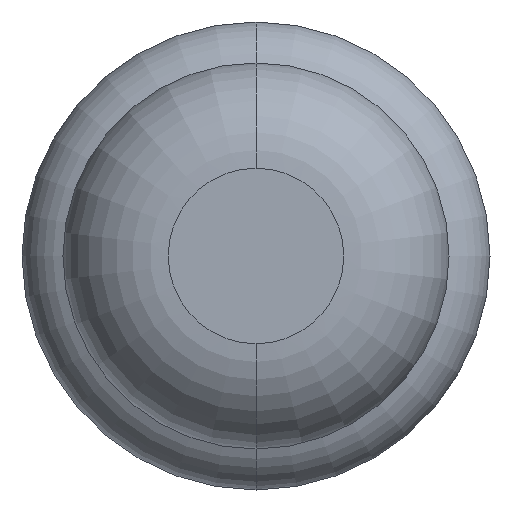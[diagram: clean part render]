
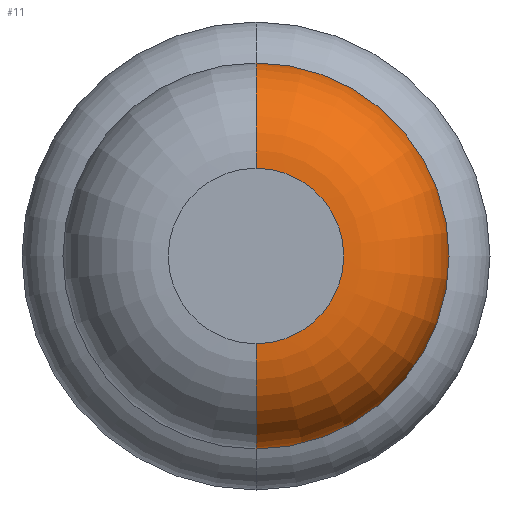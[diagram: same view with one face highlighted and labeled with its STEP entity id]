
A CAD part, front view. The second image highlights one B-rep face of the part: STEP entity #11.
In plain terms, the highlighted toroidal (fillet/blend) face has major radius 0.375 mm and minor radius 0.45 mm.
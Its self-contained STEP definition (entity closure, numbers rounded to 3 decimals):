
#2 = CARTESIAN_POINT ( 'NONE',  ( 0., -29.95, 0. ) ) ;
#11 = ADVANCED_FACE ( 'Defeature ausgef�hrt1_11', ( #1995 ), #3529, .T. ) ;
#208 = CARTESIAN_POINT ( 'NONE',  ( 0., -30.4, 0.375 ) ) ;
#296 = EDGE_CURVE ( 'Defeature ausgef�hrt1_11+Defeature ausgef�hrt1_10+Defeature ausgef�hrt1_10+Defeature ausgef�hrt1_10', #1458, #2036, #1495, .T. ) ;
#477 = DIRECTION ( 'NONE',  ( -1., 0., 0. ) ) ;
#500 = DIRECTION ( 'NONE',  ( 0., 0., -1. ) ) ;
#515 = AXIS2_PLACEMENT_3D ( 'NONE', #2, #1138, #3483 ) ;
#522 = ORIENTED_EDGE ( 'NONE', *, *, #296, .T. ) ;
#618 = DIRECTION ( 'NONE',  ( 0., 0., 1. ) ) ;
#697 = CARTESIAN_POINT ( 'NONE',  ( 0., -29.95, -0.825 ) ) ;
#812 = CARTESIAN_POINT ( 'NONE',  ( 0., -29.95, 0.825 ) ) ;
#891 = DIRECTION ( 'NONE',  ( 0., 1., 0. ) ) ;
#1024 = DIRECTION ( 'NONE',  ( 0., 0., 1. ) ) ;
#1122 = EDGE_CURVE ( 'NONE', #2036, #3088, #2788, .T. ) ;
#1138 = DIRECTION ( 'NONE',  ( 0., 1., 0. ) ) ;
#1278 = CARTESIAN_POINT ( 'NONE',  ( 0., -29.95, 0.375 ) ) ;
#1357 = ORIENTED_EDGE ( 'NONE', *, *, #1122, .T. ) ;
#1358 = DIRECTION ( 'NONE',  ( 1., 0., 0. ) ) ;
#1378 = DIRECTION ( 'NONE',  ( 0., 1., 0. ) ) ;
#1391 = CARTESIAN_POINT ( 'NONE',  ( 0., -30.4, 0. ) ) ;
#1432 = AXIS2_PLACEMENT_3D ( 'NONE', #2340, #891, #618 ) ;
#1458 = VERTEX_POINT ( 'NONE', #208 ) ;
#1495 = CIRCLE ( 'NONE', #2963, 0.375 ) ;
#1643 = AXIS2_PLACEMENT_3D ( 'NONE', #1278, #477, #1024 ) ;
#1995 = FACE_OUTER_BOUND ( 'NONE', #2129, .T. ) ;
#2036 = VERTEX_POINT ( 'NONE', #2906 ) ;
#2129 = EDGE_LOOP ( 'NONE', ( #522, #1357, #3722, #2289 ) ) ;
#2289 = ORIENTED_EDGE ( 'NONE', *, *, #2349, .F. ) ;
#2340 = CARTESIAN_POINT ( 'NONE',  ( 0., -29.95, 0. ) ) ;
#2349 = EDGE_CURVE ( 'NONE', #1458, #3400, #2365, .T. ) ;
#2365 = CIRCLE ( 'NONE', #1643, 0.45 ) ;
#2689 = CIRCLE ( 'NONE', #515, 0.825 ) ;
#2788 = CIRCLE ( 'NONE', #3525, 0.45 ) ;
#2906 = CARTESIAN_POINT ( 'NONE',  ( 0., -30.4, -0.375 ) ) ;
#2963 = AXIS2_PLACEMENT_3D ( 'NONE', #1391, #1378, #3450 ) ;
#3066 = CARTESIAN_POINT ( 'NONE',  ( 0., -29.95, -0.375 ) ) ;
#3088 = VERTEX_POINT ( 'NONE', #697 ) ;
#3400 = VERTEX_POINT ( 'NONE', #812 ) ;
#3433 = EDGE_CURVE ( 'Defeature ausgef�hrt1_12+Defeature ausgef�hrt1_11+Defeature ausgef�hrt1_11+Defeature ausgef�hrt1_11', #3400, #3088, #2689, .T. ) ;
#3450 = DIRECTION ( 'NONE',  ( 0., 0., 1. ) ) ;
#3483 = DIRECTION ( 'NONE',  ( 0., 0., 1. ) ) ;
#3525 = AXIS2_PLACEMENT_3D ( 'NONE', #3066, #1358, #500 ) ;
#3529 = TOROIDAL_SURFACE ( 'NONE', #1432, 0.375, 0.45 ) ;
#3722 = ORIENTED_EDGE ( 'NONE', *, *, #3433, .F. ) ;
